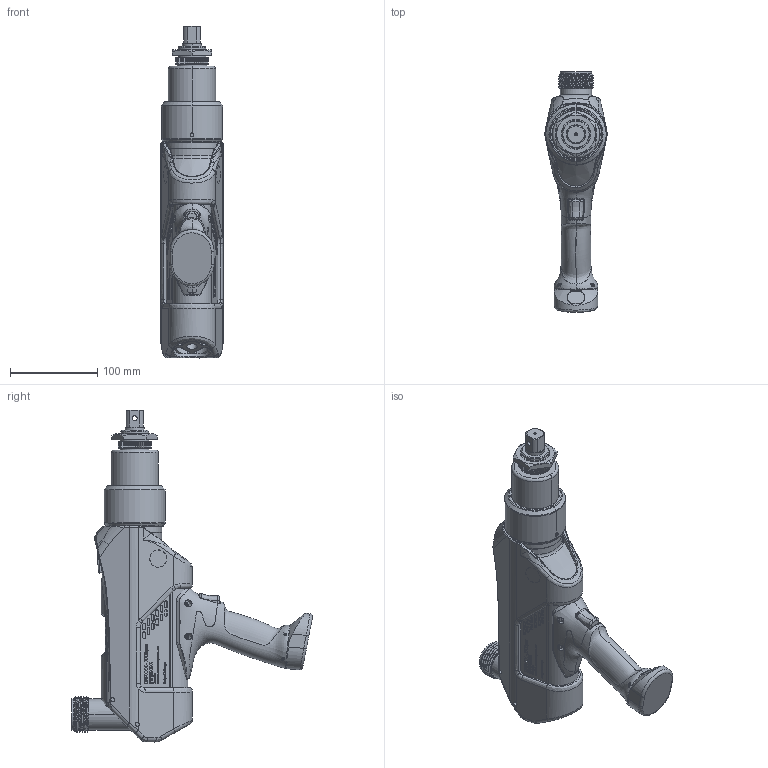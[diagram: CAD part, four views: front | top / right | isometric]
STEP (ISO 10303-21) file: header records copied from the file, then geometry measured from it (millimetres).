
FILE_DESCRIPTION((''),'2;1');
FILE_NAME('6151658830_ERP250_VERTICAL_CON_ASM','2015-03-19T',('greextsd'),(''),'PRO/ENGINEER BY PARAMETRIC TECHNOLOGY CORPORATION, 2014200','PRO/ENGINEER BY PARAMETRIC TECHNOLOGY CORPORATION, 2014200','');
FILE_SCHEMA(('CONFIG_CONTROL_DESIGN'));
Length unit declared in the file: millimetre
Products named in the file (5): CORPS; CONNECTOR; 6153983030_GEARBOX; POIGNEE2; 6151658830_ERP250_VERTICAL_CON_ASM
Assembly tree (4 placements, depth 2):
  6151658830_ERP250_VERTICAL_CON_ASM
    CORPS
    CONNECTOR
    6153983030_GEARBOX
    POIGNEE2
Bounding box: 70.99 x 275.72 x 379.95 mm (x, y, z)
Volume: 1681295.9 mm3; surface area: 223764.9 mm2
Topology: 8 solids, 8 shells, 3675 faces, 9823 edges, 6346 vertices
Faces by surface type: plane 1243, extrusion 937, cylinder 913, bspline 386, cone 93, torus 88, sphere 13, revolution 2
Entity records: 211979 total; most frequent: CARTESIAN_POINT 126377, ORIENTED_EDGE 19590, DIRECTION 14123, EDGE_CURVE 9795, VERTEX_POINT 6346, VECTOR 5647, LINE 4710, AXIS2_PLACEMENT_3D 4237
